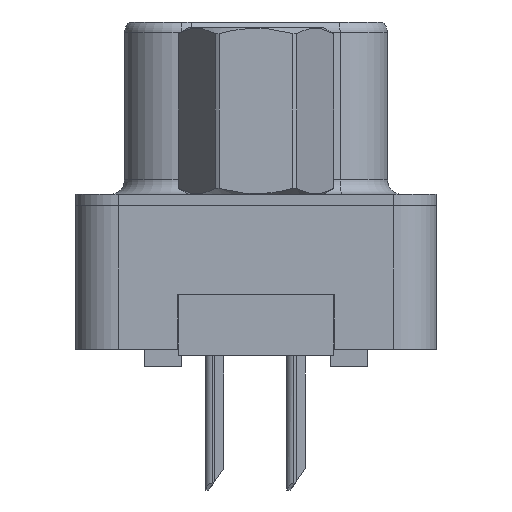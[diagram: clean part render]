
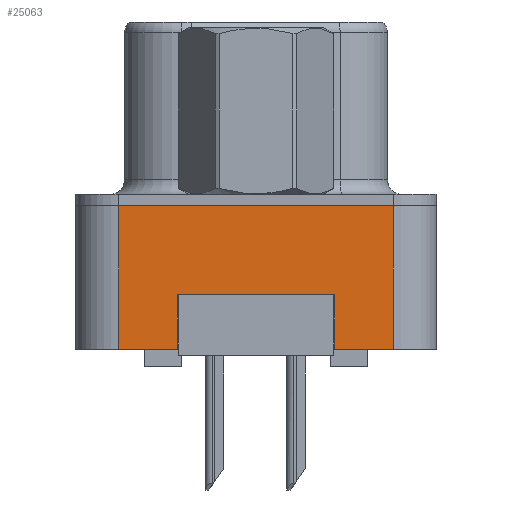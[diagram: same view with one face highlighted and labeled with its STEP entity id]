
A CAD part, left-side view. The second image highlights one B-rep face of the part: STEP entity #25063.
In plain terms, the highlighted planar face has unit normal (-1, 0, 0).
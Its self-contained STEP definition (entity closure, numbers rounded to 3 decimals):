
#515 = CARTESIAN_POINT ( 'NONE',  ( -3., 2.75, -5. ) ) ;
#539 = VERTEX_POINT ( 'NONE', #8185 ) ;
#786 = EDGE_CURVE ( 'NONE', #4641, #539, #5005, .T. ) ;
#1161 = VECTOR ( 'NONE', #9796, 1000. ) ;
#1450 = DIRECTION ( 'NONE',  ( 0., 0., -1. ) ) ;
#2063 = LINE ( 'NONE', #13094, #11383 ) ;
#2127 = CARTESIAN_POINT ( 'NONE',  ( -3., 4.775, -5. ) ) ;
#2407 = CARTESIAN_POINT ( 'NONE',  ( -3., -4.775, -5. ) ) ;
#2976 = FACE_OUTER_BOUND ( 'NONE', #8101, .T. ) ;
#3088 = LINE ( 'NONE', #18150, #3375 ) ;
#3375 = VECTOR ( 'NONE', #24861, 1000. ) ;
#3544 = VERTEX_POINT ( 'NONE', #24024 ) ;
#3755 = EDGE_CURVE ( 'NONE', #11236, #20239, #3088, .T. ) ;
#3786 = CARTESIAN_POINT ( 'NONE',  ( -3., -4.775, -5. ) ) ;
#3788 = VERTEX_POINT ( 'NONE', #3786 ) ;
#3821 = ORIENTED_EDGE ( 'NONE', *, *, #8948, .F. ) ;
#3860 = VECTOR ( 'NONE', #26501, 1000. ) ;
#3967 = EDGE_CURVE ( 'NONE', #4641, #3544, #2063, .T. ) ;
#3983 = CARTESIAN_POINT ( 'NONE',  ( -3., 4.775, -5. ) ) ;
#4007 = VECTOR ( 'NONE', #4982, 1000. ) ;
#4641 = VERTEX_POINT ( 'NONE', #7763 ) ;
#4703 = CARTESIAN_POINT ( 'NONE',  ( -3., -4.775, -5. ) ) ;
#4982 = DIRECTION ( 'NONE',  ( 0., -1., 0. ) ) ;
#5005 = LINE ( 'NONE', #17765, #3860 ) ;
#5485 = ORIENTED_EDGE ( 'NONE', *, *, #22674, .T. ) ;
#6923 = VECTOR ( 'NONE', #1450, 1000. ) ;
#7763 = CARTESIAN_POINT ( 'NONE',  ( -3., -2.75, -3.1 ) ) ;
#8101 = EDGE_LOOP ( 'NONE', ( #11667, #11659, #5485, #22371, #23607, #21261, #3821, #11333 ) ) ;
#8185 = CARTESIAN_POINT ( 'NONE',  ( -3., 2.75, -3.1 ) ) ;
#8333 = EDGE_CURVE ( 'NONE', #27274, #11236, #23480, .T. ) ;
#8948 = EDGE_CURVE ( 'NONE', #539, #12944, #11782, .T. ) ;
#9291 = DIRECTION ( 'NONE',  ( 0., 0., 1. ) ) ;
#9796 = DIRECTION ( 'NONE',  ( 0., -1., 0. ) ) ;
#10306 = CARTESIAN_POINT ( 'NONE',  ( -3., -4.775, -5. ) ) ;
#10441 = LINE ( 'NONE', #10306, #27798 ) ;
#11157 = DIRECTION ( 'NONE',  ( -1., 0., 0. ) ) ;
#11236 = VERTEX_POINT ( 'NONE', #27618 ) ;
#11333 = ORIENTED_EDGE ( 'NONE', *, *, #786, .F. ) ;
#11383 = VECTOR ( 'NONE', #17537, 1000. ) ;
#11659 = ORIENTED_EDGE ( 'NONE', *, *, #25036, .T. ) ;
#11667 = ORIENTED_EDGE ( 'NONE', *, *, #3967, .T. ) ;
#11782 = LINE ( 'NONE', #14072, #6923 ) ;
#12944 = VERTEX_POINT ( 'NONE', #515 ) ;
#13094 = CARTESIAN_POINT ( 'NONE',  ( -3., -2.75, -3.1 ) ) ;
#13295 = VECTOR ( 'NONE', #21073, 1000. ) ;
#13649 = EDGE_CURVE ( 'NONE', #27274, #12944, #16797, .T. ) ;
#14072 = CARTESIAN_POINT ( 'NONE',  ( -3., 2.75, -3.1 ) ) ;
#14545 = AXIS2_PLACEMENT_3D ( 'NONE', #2407, #11157, #9291 ) ;
#16759 = DIRECTION ( 'NONE',  ( 0., 0., 1. ) ) ;
#16797 = LINE ( 'NONE', #19103, #1161 ) ;
#17537 = DIRECTION ( 'NONE',  ( 0., 0., -1. ) ) ;
#17765 = CARTESIAN_POINT ( 'NONE',  ( -3., 2.75, -3.1 ) ) ;
#18150 = CARTESIAN_POINT ( 'NONE',  ( -3., -4.775, 0. ) ) ;
#19103 = CARTESIAN_POINT ( 'NONE',  ( -3., -4.775, -5. ) ) ;
#20239 = VERTEX_POINT ( 'NONE', #23541 ) ;
#21073 = DIRECTION ( 'NONE',  ( 0., 0., 1. ) ) ;
#21261 = ORIENTED_EDGE ( 'NONE', *, *, #13649, .T. ) ;
#22371 = ORIENTED_EDGE ( 'NONE', *, *, #3755, .F. ) ;
#22674 = EDGE_CURVE ( 'NONE', #3788, #20239, #10441, .T. ) ;
#23480 = LINE ( 'NONE', #3983, #13295 ) ;
#23541 = CARTESIAN_POINT ( 'NONE',  ( -3., -4.775, 0. ) ) ;
#23607 = ORIENTED_EDGE ( 'NONE', *, *, #8333, .F. ) ;
#24024 = CARTESIAN_POINT ( 'NONE',  ( -3., -2.75, -5. ) ) ;
#24606 = LINE ( 'NONE', #4703, #4007 ) ;
#24861 = DIRECTION ( 'NONE',  ( 0., -1., 0. ) ) ;
#24893 = PLANE ( 'NONE',  #14545 ) ;
#25036 = EDGE_CURVE ( 'NONE', #3544, #3788, #24606, .T. ) ;
#25063 = ADVANCED_FACE ( 'NONE', ( #2976 ), #24893, .T. ) ;
#26501 = DIRECTION ( 'NONE',  ( 0., 1., 0. ) ) ;
#27274 = VERTEX_POINT ( 'NONE', #2127 ) ;
#27618 = CARTESIAN_POINT ( 'NONE',  ( -3., 4.775, 0. ) ) ;
#27798 = VECTOR ( 'NONE', #16759, 1000. ) ;
